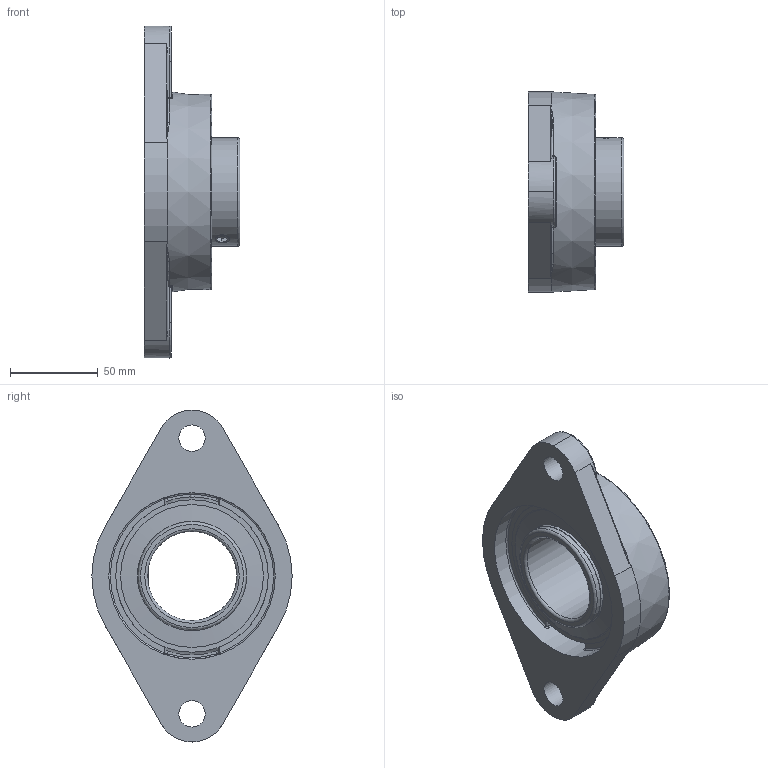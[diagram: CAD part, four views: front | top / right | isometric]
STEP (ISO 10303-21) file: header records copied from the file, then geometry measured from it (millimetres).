
FILE_DESCRIPTION(('HOOPS Exchange Step'),'2;1');
FILE_NAME('export-D02E1425-15B8-4308-8029-53CB8112B9E5.stp','2020-05-29T10:56:27-07:00',('dkerr'),('Alibre'),'HOOPS Exchange 2020.0','Alibre','Unknown authorisation');
FILE_SCHEMA( ('AP242_MANAGED_MODEL_BASED_3D_ENGINEERING_MIM_LF {1 0 10303 442 1 1 4 }') );
Length unit declared in the file: inch
Products named in the file (7): MRN SFTM L4L 210; MRN SUC 210-32 L4L (2.0) (Race); MRN SUC 210 L4L (Ball); MRN SUC 210 L4L (Shield); MRN SUC 210 L4L (Set Screw); MRN SUC 210-32 L4L (2.0); MRN SUCSFTM 210-32 L4L (2.000inch)
Assembly tree (7 placements, depth 3):
  MRN SUCSFTM 210-32 L4L (2.000inch)
    MRN SFTM L4L 210
    MRN SUC 210-32 L4L (2.0)
      MRN SUC 210-32 L4L (2.0) (Race)
      MRN SUC 210 L4L (Ball)
      MRN SUC 210 L4L (Shield)
      MRN SUC 210 L4L (Set Screw)  x2
Bounding box: 54.6 x 114 x 189 mm (x, y, z)
Volume: 267173.4 mm3; surface area: 93138.1 mm2
Topology: 17 solids, 17 shells, 161 faces, 423 edges, 275 vertices
Faces by surface type: plane 52, cylinder 45, torus 23, bspline 16, sphere 16, cone 9
Full cylindrical faces by diameter (mm): 8.382 x4, 15 x2, 50.8 x1, 61.722 x4, 62.23 x2, 81.28 x4, 92.741 x1, 94.741 x1, 100.1 x1
Entity records: 12357 total; most frequent: CARTESIAN_POINT 8513, DIRECTION 790, ORIENTED_EDGE 746, EDGE_CURVE 373, AXIS2_PLACEMENT_3D 342, VERTEX_POINT 258, CIRCLE 187, EDGE_LOOP 171
